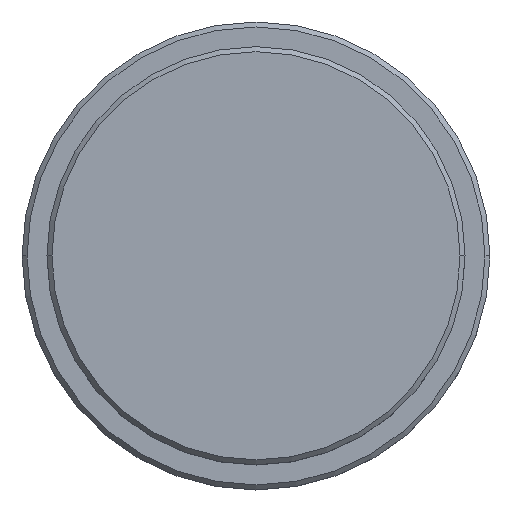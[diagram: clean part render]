
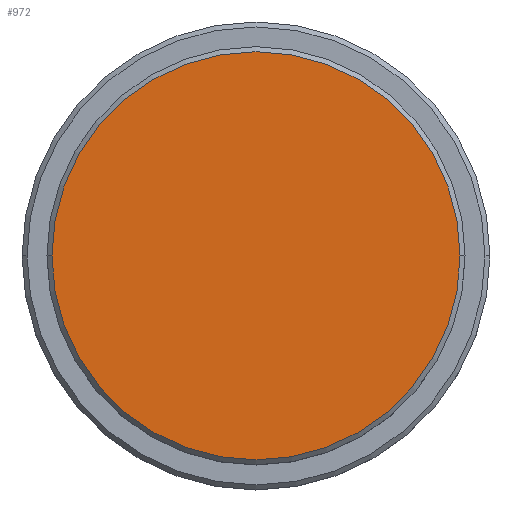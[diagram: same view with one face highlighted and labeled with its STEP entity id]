
A CAD part, top view. The second image highlights one B-rep face of the part: STEP entity #972.
In plain terms, the highlighted planar face has unit normal (0, 0, 1).
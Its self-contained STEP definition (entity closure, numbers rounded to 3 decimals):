
#24 = EDGE_LOOP ( 'NONE', ( #859, #533 ) ) ;
#52 = VERTEX_POINT ( 'NONE', #1082 ) ;
#225 = DIRECTION ( 'NONE',  ( 0., 0., 1. ) ) ;
#416 = DIRECTION ( 'NONE',  ( 1., 0., 0. ) ) ;
#513 = CARTESIAN_POINT ( 'NONE',  ( 0., 0., 0. ) ) ;
#533 = ORIENTED_EDGE ( 'NONE', *, *, #585, .T. ) ;
#585 = EDGE_CURVE ( 'NONE', #1088, #52, #613, .T. ) ;
#613 = CIRCLE ( 'NONE', #1003, 20.5 ) ;
#834 = DIRECTION ( 'NONE',  ( 1., 0., 0. ) ) ;
#845 = AXIS2_PLACEMENT_3D ( 'NONE', #1206, #225, #1325 ) ;
#848 = FACE_OUTER_BOUND ( 'NONE', #24, .T. ) ;
#859 = ORIENTED_EDGE ( 'NONE', *, *, #1148, .T. ) ;
#947 = DIRECTION ( 'NONE',  ( 0., 0., 1. ) ) ;
#957 = CARTESIAN_POINT ( 'NONE',  ( 0., 0., 0. ) ) ;
#972 = ADVANCED_FACE ( 'NONE', ( #848 ), #1394, .T. ) ;
#1003 = AXIS2_PLACEMENT_3D ( 'NONE', #957, #1290, #416 ) ;
#1072 = AXIS2_PLACEMENT_3D ( 'NONE', #513, #947, #834 ) ;
#1082 = CARTESIAN_POINT ( 'NONE',  ( -20.5, 0., 0. ) ) ;
#1088 = VERTEX_POINT ( 'NONE', #1110 ) ;
#1110 = CARTESIAN_POINT ( 'NONE',  ( 20.5, 0., 0. ) ) ;
#1148 = EDGE_CURVE ( 'NONE', #52, #1088, #1281, .T. ) ;
#1206 = CARTESIAN_POINT ( 'NONE',  ( 0., 0., 0. ) ) ;
#1281 = CIRCLE ( 'NONE', #845, 20.5 ) ;
#1290 = DIRECTION ( 'NONE',  ( 0., 0., 1. ) ) ;
#1325 = DIRECTION ( 'NONE',  ( 1., 0., 0. ) ) ;
#1394 = PLANE ( 'NONE',  #1072 ) ;
